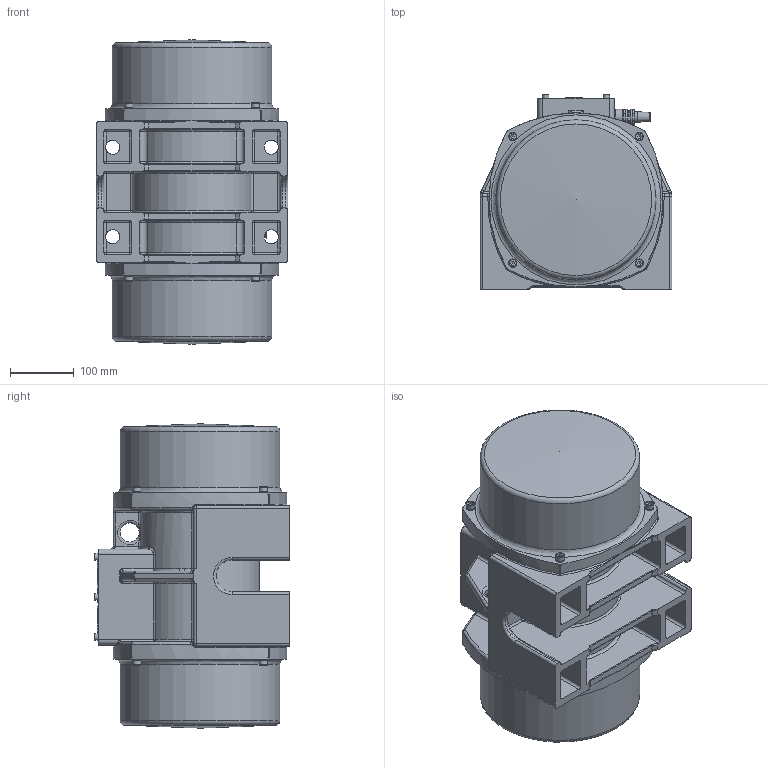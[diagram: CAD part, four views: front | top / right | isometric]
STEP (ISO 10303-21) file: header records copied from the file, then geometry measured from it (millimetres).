
FILE_DESCRIPTION((''),'2;1');
FILE_NAME('G31-200-4 nativ.stp','2010-02-25T11:36:12',('Doris'),(''),'Autodesk Inventor 2008','Autodesk Inventor 2008','');
FILE_SCHEMA(('AUTOMOTIVE_DESIGN { 1 0 10303 214 1 1 1 1 }'));
Length unit declared in the file: millimetre
Products named in the file (2): G31-200-4 nativ1; G31-200-4 nativ_4
Assembly tree (1 placements, depth 2):
  G31-200-4 nativ1
    G31-200-4 nativ_4
Bounding box: 300 x 305.17 x 476 mm (x, y, z)
Volume: 8823348 mm3; surface area: 1461576.5 mm2
Topology: 1 solids, 12 shells, 1176 faces, 2758 edges, 1684 vertices
Faces by surface type: plane 437, cylinder 372, bspline 205, torus 66, cone 66, sphere 30
Full cylindrical faces by diameter (mm): 3 x2, 3.242 x1, 4.917 x2, 5 x4, 6 x6, 6.4 x6, 6.647 x8, 7 x6, 8 x8, 8.4 x8, 10 x20, 11 x6, 13 x16, 13.835 x12, 16.5 x1, 17 x2, 18 x9, 18.376 x1, 20 x2, 22 x4, 23.8 x3, 28 x1, 30 x3, 40 x4, 78.2 x6, 88.2 x4, 96 x2, 120 x2, 170 x2, 174 x1
Entity records: 46719 total; most frequent: CARTESIAN_POINT 20931, DIRECTION 5059, ORIENTED_EDGE 4740, EDGE_CURVE 2370, AXIS2_PLACEMENT_3D 2086, EDGE_LOOP 1608, VERTEX_POINT 1574, FACE_OUTER_BOUND 1176
